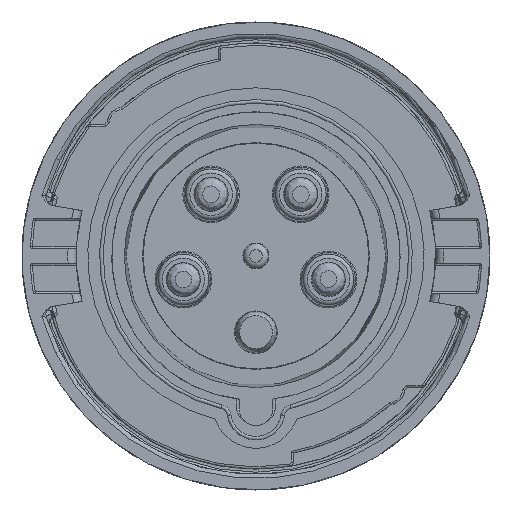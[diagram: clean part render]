
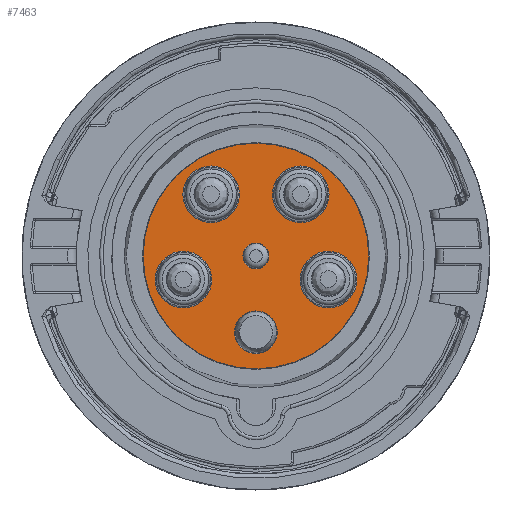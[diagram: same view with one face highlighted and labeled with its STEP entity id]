
A CAD part, front view. The second image highlights one B-rep face of the part: STEP entity #7463.
In plain terms, the highlighted planar face has unit normal (0, -1, 0).
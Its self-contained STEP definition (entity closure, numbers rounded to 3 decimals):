
#1745=FACE_BOUND('',#13528,.T.);
#1746=FACE_BOUND('',#13529,.T.);
#1747=FACE_BOUND('',#13530,.T.);
#1748=FACE_BOUND('',#13531,.T.);
#1749=FACE_BOUND('',#13532,.T.);
#1750=FACE_BOUND('',#13533,.T.);
#1751=FACE_BOUND('',#13534,.T.);
#2727=CIRCLE('',#45842,6.776);
#2728=CIRCLE('',#45844,6.776);
#2730=CIRCLE('',#45847,6.776);
#2732=CIRCLE('',#45850,6.776);
#2773=CIRCLE('',#45919,3.1);
#2788=CIRCLE('',#45944,27.);
#2796=CIRCLE('',#45959,5.1);
#7463=ADVANCED_FACE('',(#1745,#1746,#1747,#1748,#1749,#1750,#1751),#10050,
 .T.);
#10050=PLANE('',#45963);
#13528=EDGE_LOOP('',(#17298));
#13529=EDGE_LOOP('',(#17299));
#13530=EDGE_LOOP('',(#17300));
#13531=EDGE_LOOP('',(#17301));
#13532=EDGE_LOOP('',(#17302));
#13533=EDGE_LOOP('',(#17303));
#13534=EDGE_LOOP('',(#17304));
#17298=ORIENTED_EDGE('',*,*,#34632,.F.);
#17299=ORIENTED_EDGE('',*,*,#34571,.F.);
#17300=ORIENTED_EDGE('',*,*,#34572,.F.);
#17301=ORIENTED_EDGE('',*,*,#34574,.F.);
#17302=ORIENTED_EDGE('',*,*,#34576,.F.);
#17303=ORIENTED_EDGE('',*,*,#34617,.F.);
#17304=ORIENTED_EDGE('',*,*,#34640,.F.);
#30051=VERTEX_POINT('',#62890);
#30052=VERTEX_POINT('',#62893);
#30054=VERTEX_POINT('',#62898);
#30056=VERTEX_POINT('',#62903);
#30069=VERTEX_POINT('',#62985);
#30078=VERTEX_POINT('',#63019);
#30086=VERTEX_POINT('',#63042);
#34571=EDGE_CURVE('',#30051,#30051,#2727,.T.);
#34572=EDGE_CURVE('',#30052,#30052,#2728,.T.);
#34574=EDGE_CURVE('',#30054,#30054,#2730,.T.);
#34576=EDGE_CURVE('',#30056,#30056,#2732,.T.);
#34617=EDGE_CURVE('',#30069,#30069,#2773,.T.);
#34632=EDGE_CURVE('',#30078,#30078,#2788,.T.);
#34640=EDGE_CURVE('',#30086,#30086,#2796,.T.);
#45842=AXIS2_PLACEMENT_3D('',#62889,#50613,#50614);
#45844=AXIS2_PLACEMENT_3D('',#62892,#50617,#50618);
#45847=AXIS2_PLACEMENT_3D('',#62897,#50623,#50624);
#45850=AXIS2_PLACEMENT_3D('',#62902,#50629,#50630);
#45919=AXIS2_PLACEMENT_3D('',#62984,#50767,#50768);
#45944=AXIS2_PLACEMENT_3D('',#63018,#50817,#50818);
#45959=AXIS2_PLACEMENT_3D('',#63041,#50847,#50848);
#45963=AXIS2_PLACEMENT_3D('',#63047,#50855,#50856);
#50613=DIRECTION('',(0.,-1.,0.));
#50614=DIRECTION('',(1.,0.,0.));
#50617=DIRECTION('',(0.,-1.,0.));
#50618=DIRECTION('',(1.,0.,0.));
#50623=DIRECTION('',(0.,-1.,0.));
#50624=DIRECTION('',(1.,0.,0.));
#50629=DIRECTION('',(0.,-1.,0.));
#50630=DIRECTION('',(1.,0.,0.));
#50767=DIRECTION('',(0.,-1.,0.));
#50768=DIRECTION('',(1.,0.,0.));
#50817=DIRECTION('',(0.,1.,0.));
#50818=DIRECTION('',(-1.,0.,0.));
#50847=DIRECTION('',(0.,-1.,0.));
#50848=DIRECTION('',(1.,0.,0.));
#50855=DIRECTION('',(0.,-1.,0.));
#50856=DIRECTION('',(-1.,0.,0.));
#62889=CARTESIAN_POINT('',(-17.357,1.5,13.76));
#62890=CARTESIAN_POINT('',(-10.581,1.5,13.76));
#62892=CARTESIAN_POINT('',(-10.727,1.5,34.165));
#62893=CARTESIAN_POINT('',(-3.951,1.5,34.165));
#62897=CARTESIAN_POINT('',(10.727,1.5,34.165));
#62898=CARTESIAN_POINT('',(17.503,1.5,34.165));
#62902=CARTESIAN_POINT('',(17.357,1.5,13.76));
#62903=CARTESIAN_POINT('',(24.133,1.5,13.76));
#62984=CARTESIAN_POINT('',(0.,1.5,19.4));
#62985=CARTESIAN_POINT('',(3.1,1.5,19.4));
#63018=CARTESIAN_POINT('',(0.,1.5,19.4));
#63019=CARTESIAN_POINT('',(-27.,1.5,19.4));
#63041=CARTESIAN_POINT('',(0.,1.5,1.15));
#63042=CARTESIAN_POINT('',(5.1,1.5,1.15));
#63047=CARTESIAN_POINT('',(-50.,1.5,-30.6));
